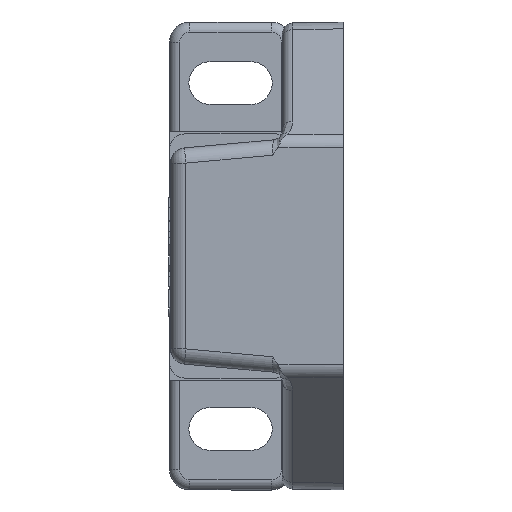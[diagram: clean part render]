
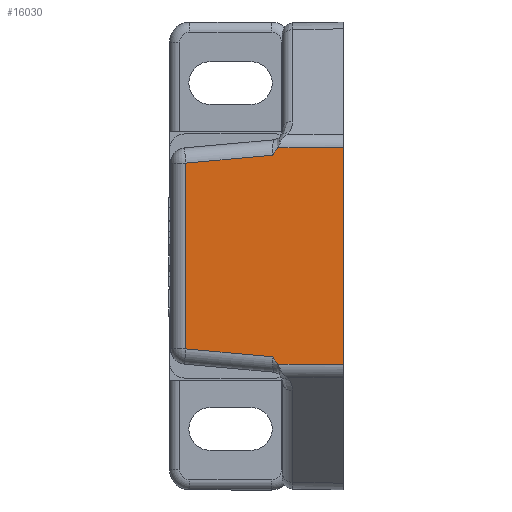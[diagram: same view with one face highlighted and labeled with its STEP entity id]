
A CAD part, left-side view. The second image highlights one B-rep face of the part: STEP entity #16030.
In plain terms, the highlighted planar face has unit normal (-1, 0, 0).
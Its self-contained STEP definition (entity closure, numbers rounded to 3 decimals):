
#489 = PLANE ( 'NONE',  #1163 ) ;
#490 = CARTESIAN_POINT ( 'NONE',  ( 0., 6., 0. ) ) ;
#491 = DIRECTION ( 'NONE',  ( 1., 0., 0. ) ) ;
#492 = DIRECTION ( 'NONE',  ( 0., 0., -1. ) ) ;
#1163 = AXIS2_PLACEMENT_3D ( 'NONE', #490, #491, #492 ) ;
#1463 = VECTOR ( 'NONE', #1905, 1000. ) ;
#1464 = VECTOR ( 'NONE', #1907, 1000. ) ;
#1465 = VECTOR ( 'NONE', #1913, 1000. ) ;
#1466 = VECTOR ( 'NONE', #1915, 1000. ) ;
#1467 = VECTOR ( 'NONE', #1917, 1000. ) ;
#1468 = VECTOR ( 'NONE', #1923, 1000. ) ;
#1904 = CARTESIAN_POINT ( 'NONE',  ( 0., 5.451, 10.634 ) ) ;
#1905 = DIRECTION ( 'NONE',  ( 0., 1., 0. ) ) ;
#1906 = CARTESIAN_POINT ( 'NONE',  ( 0., 0., 0. ) ) ;
#1907 = DIRECTION ( 'NONE',  ( 0., 0., 1. ) ) ;
#1908 = CARTESIAN_POINT ( 'NONE',  ( 0., 6.447, 10.634 ) ) ;
#1909 = CARTESIAN_POINT ( 'NONE',  ( 0., 6.614, 10.378 ) ) ;
#1910 = CARTESIAN_POINT ( 'NONE',  ( 0., 6.809, 10.139 ) ) ;
#1911 = CARTESIAN_POINT ( 'NONE',  ( 0., 7., 9.903 ) ) ;
#1912 = CARTESIAN_POINT ( 'NONE',  ( 0., 6.901, 9.912 ) ) ;
#1913 = DIRECTION ( 'NONE',  ( 0., 0.996, -0.091 ) ) ;
#1914 = CARTESIAN_POINT ( 'NONE',  ( 0., 15.5, 0. ) ) ;
#1915 = DIRECTION ( 'NONE',  ( 0., 0., -1. ) ) ;
#1916 = CARTESIAN_POINT ( 'NONE',  ( 0., 5.864, -10.006 ) ) ;
#1917 = DIRECTION ( 'NONE',  ( 0., -0.996, -0.091 ) ) ;
#1918 = CARTESIAN_POINT ( 'NONE',  ( 0., 7., -9.903 ) ) ;
#1919 = CARTESIAN_POINT ( 'NONE',  ( 0., 6.807, -10.141 ) ) ;
#1920 = CARTESIAN_POINT ( 'NONE',  ( 0., 6.614, -10.379 ) ) ;
#1921 = CARTESIAN_POINT ( 'NONE',  ( 0., 6.447, -10.634 ) ) ;
#1922 = CARTESIAN_POINT ( 'NONE',  ( 0., 6., -10.634 ) ) ;
#1923 = DIRECTION ( 'NONE',  ( 0., -1., 0. ) ) ;
#12439 = EDGE_LOOP ( 'NONE', ( #16732, #16734, #16733, #16735, #16736, #16737, #16738, #16739 ) ) ;
#14790 = VERTEX_POINT ( 'NONE', #43285 ) ;
#14791 = VERTEX_POINT ( 'NONE', #43286 ) ;
#14792 = VERTEX_POINT ( 'NONE', #43287 ) ;
#14793 = VERTEX_POINT ( 'NONE', #43288 ) ;
#14794 = VERTEX_POINT ( 'NONE', #43289 ) ;
#14795 = VERTEX_POINT ( 'NONE', #43290 ) ;
#14796 = VERTEX_POINT ( 'NONE', #43291 ) ;
#14797 = VERTEX_POINT ( 'NONE', #43292 ) ;
#16030 = ADVANCED_FACE ( 'NONE', ( #41662 ), #489, .F. ) ;
#16292 = EDGE_CURVE ( 'NONE', #14791, #14792, #41888, .T. ) ;
#16293 = EDGE_CURVE ( 'NONE', #14790, #14791, #41889, .T. ) ;
#16294 = EDGE_CURVE ( 'NONE', #14792, #14793, #41417, .T. ) ;
#16295 = EDGE_CURVE ( 'NONE', #14793, #14794, #41890, .T. ) ;
#16296 = EDGE_CURVE ( 'NONE', #14794, #14795, #41891, .T. ) ;
#16297 = EDGE_CURVE ( 'NONE', #14795, #14796, #41892, .T. ) ;
#16298 = EDGE_CURVE ( 'NONE', #14796, #14797, #41419, .T. ) ;
#16299 = EDGE_CURVE ( 'NONE', #14797, #14790, #41893, .T. ) ;
#16732 = ORIENTED_EDGE ( 'NONE', *, *, #16293, .T. ) ;
#16733 = ORIENTED_EDGE ( 'NONE', *, *, #16294, .T. ) ;
#16734 = ORIENTED_EDGE ( 'NONE', *, *, #16292, .T. ) ;
#16735 = ORIENTED_EDGE ( 'NONE', *, *, #16295, .T. ) ;
#16736 = ORIENTED_EDGE ( 'NONE', *, *, #16296, .T. ) ;
#16737 = ORIENTED_EDGE ( 'NONE', *, *, #16297, .T. ) ;
#16738 = ORIENTED_EDGE ( 'NONE', *, *, #16298, .T. ) ;
#16739 = ORIENTED_EDGE ( 'NONE', *, *, #16299, .T. ) ;
#41417 = B_SPLINE_CURVE_WITH_KNOTS ( 'NONE', 3,
 ( #1908, #1909, #1910, #1911 ),
 .UNSPECIFIED., .F., .F.,
 ( 4, 4 ),
 ( 0.001, 0.002 ),
 .UNSPECIFIED. ) ;
#41419 = B_SPLINE_CURVE_WITH_KNOTS ( 'NONE', 3,
 ( #1918, #1919, #1920, #1921 ),
 .UNSPECIFIED., .F., .F.,
 ( 4, 4 ),
 ( -0.002, -0.001 ),
 .UNSPECIFIED. ) ;
#41662 = FACE_OUTER_BOUND ( 'NONE', #12439, .T. ) ;
#41888 = LINE ( 'NONE', #1904, #1463 ) ;
#41889 = LINE ( 'NONE', #1906, #1464 ) ;
#41890 = LINE ( 'NONE', #1912, #1465 ) ;
#41891 = LINE ( 'NONE', #1914, #1466 ) ;
#41892 = LINE ( 'NONE', #1916, #1467 ) ;
#41893 = LINE ( 'NONE', #1922, #1468 ) ;
#43285 = CARTESIAN_POINT ( 'NONE',  ( 0., 0., -10.634 ) ) ;
#43286 = CARTESIAN_POINT ( 'NONE',  ( 0., 0., 10.634 ) ) ;
#43287 = CARTESIAN_POINT ( 'NONE',  ( 0., 6.447, 10.634 ) ) ;
#43288 = CARTESIAN_POINT ( 'NONE',  ( 0., 7., 9.903 ) ) ;
#43289 = CARTESIAN_POINT ( 'NONE',  ( 0., 15.5, 9.13 ) ) ;
#43290 = CARTESIAN_POINT ( 'NONE',  ( 0., 15.5, -9.13 ) ) ;
#43291 = CARTESIAN_POINT ( 'NONE',  ( 0., 7., -9.903 ) ) ;
#43292 = CARTESIAN_POINT ( 'NONE',  ( 0., 6.447, -10.634 ) ) ;
